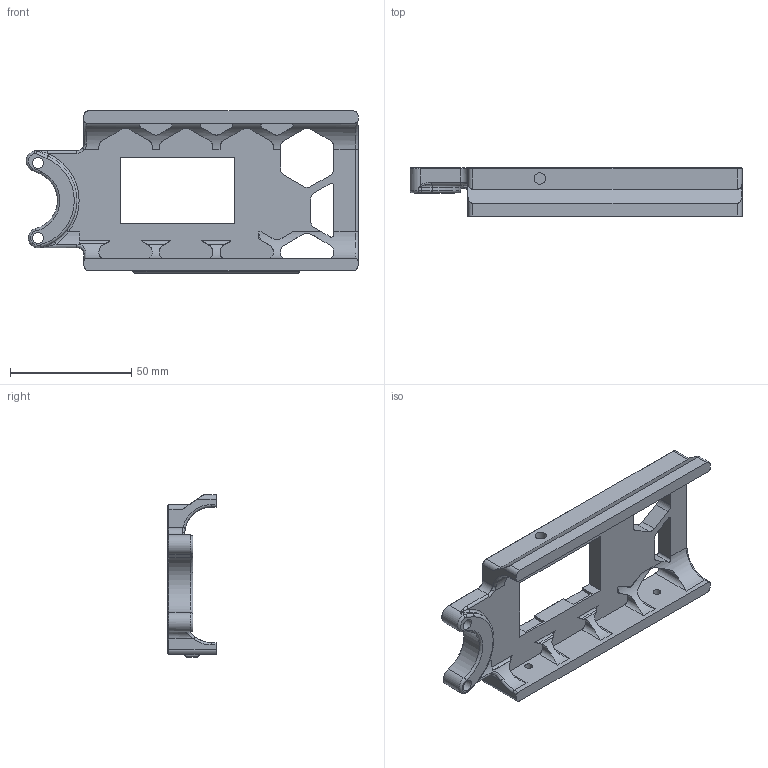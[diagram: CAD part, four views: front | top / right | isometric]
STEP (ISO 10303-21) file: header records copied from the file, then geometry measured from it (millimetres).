
FILE_DESCRIPTION(/* description */ (''),/* implementation_level */ '2;1');
FILE_NAME(/* name */ 'PlugSkirt_250 - Combo.stp',/* time_stamp */ '2021-10-20T16:20:14+10:00',/* author */ ('Amarpal'),/* organization */ (''),/* preprocessor_version */ 'ST-DEVELOPER v18.1',/* originating_system */ 'Autodesk Inventor 2021',/* authorisation */ '');
FILE_SCHEMA (('AUTOMOTIVE_DESIGN { 1 0 10303 214 3 1 1 }'));
Length unit declared in the file: millimetre
Products named in the file (1): PlugSkirt_250
Bounding box: 137.15 x 20 x 67 mm (x, y, z)
Volume: 55602.4 mm3; surface area: 23883.4 mm2
Topology: 1 solids, 1 shells, 240 faces, 660 edges, 418 vertices
Faces by surface type: plane 123, cylinder 86, torus 11, bspline 11, cone 9
Full cylindrical faces by diameter (mm): 3.2 x2, 4.7 x3
Entity records: 8254 total; most frequent: CARTESIAN_POINT 2065, ORIENTED_EDGE 1314, DIRECTION 1270, EDGE_CURVE 657, AXIS2_PLACEMENT_3D 440, VERTEX_POINT 418, LINE 390, VECTOR 390
